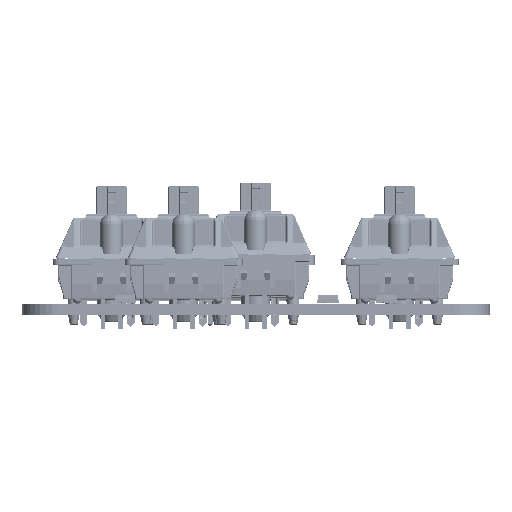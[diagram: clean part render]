
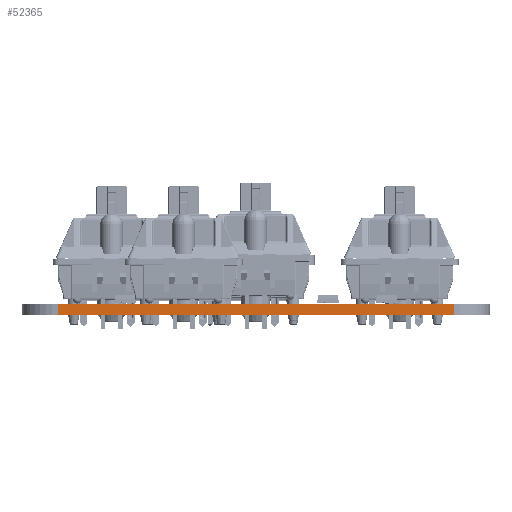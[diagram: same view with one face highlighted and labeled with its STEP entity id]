
A CAD part, front view. The second image highlights one B-rep face of the part: STEP entity #52365.
In plain terms, the highlighted planar face has unit normal (0, -1, 0).
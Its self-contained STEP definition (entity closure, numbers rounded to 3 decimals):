
#50870 = VERTEX_POINT('',#50871);
#50871 = CARTESIAN_POINT('',(142.875,-138.113,0.));
#50878 = EDGE_CURVE('',#50879,#50870,#50881,.T.);
#50879 = VERTEX_POINT('',#50880);
#50880 = CARTESIAN_POINT('',(195.263,-138.113,0.));
#50881 = LINE('',#50882,#50883);
#50882 = CARTESIAN_POINT('',(195.263,-138.113,0.));
#50883 = VECTOR('',#50884,1.);
#50884 = DIRECTION('',(-1.,0.,0.));
#51604 = VERTEX_POINT('',#51605);
#51605 = CARTESIAN_POINT('',(142.875,-138.113,1.51));
#51612 = EDGE_CURVE('',#51613,#51604,#51615,.T.);
#51613 = VERTEX_POINT('',#51614);
#51614 = CARTESIAN_POINT('',(195.263,-138.113,1.51));
#51615 = LINE('',#51616,#51617);
#51616 = CARTESIAN_POINT('',(195.263,-138.113,1.51));
#51617 = VECTOR('',#51618,1.);
#51618 = DIRECTION('',(-1.,0.,0.));
#52337 = EDGE_CURVE('',#50879,#51613,#52338,.T.);
#52338 = LINE('',#52339,#52340);
#52339 = CARTESIAN_POINT('',(195.263,-138.113,0.));
#52340 = VECTOR('',#52341,1.);
#52341 = DIRECTION('',(0.,0.,1.));
#52365 = ADVANCED_FACE('',(#52366),#52377,.T.);
#52366 = FACE_BOUND('',#52367,.T.);
#52367 = EDGE_LOOP('',(#52368,#52369,#52370,#52376));
#52368 = ORIENTED_EDGE('',*,*,#52337,.T.);
#52369 = ORIENTED_EDGE('',*,*,#51612,.T.);
#52370 = ORIENTED_EDGE('',*,*,#52371,.F.);
#52371 = EDGE_CURVE('',#50870,#51604,#52372,.T.);
#52372 = LINE('',#52373,#52374);
#52373 = CARTESIAN_POINT('',(142.875,-138.113,0.));
#52374 = VECTOR('',#52375,1.);
#52375 = DIRECTION('',(0.,0.,1.));
#52376 = ORIENTED_EDGE('',*,*,#50878,.F.);
#52377 = PLANE('',#52378);
#52378 = AXIS2_PLACEMENT_3D('',#52379,#52380,#52381);
#52379 = CARTESIAN_POINT('',(195.263,-138.113,0.));
#52380 = DIRECTION('',(0.,-1.,0.));
#52381 = DIRECTION('',(-1.,0.,0.));
